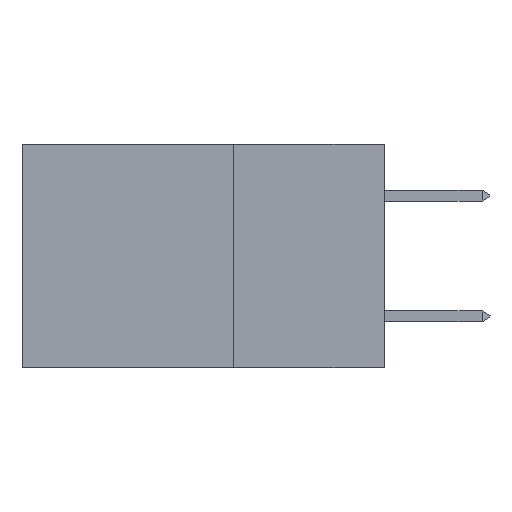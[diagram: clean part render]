
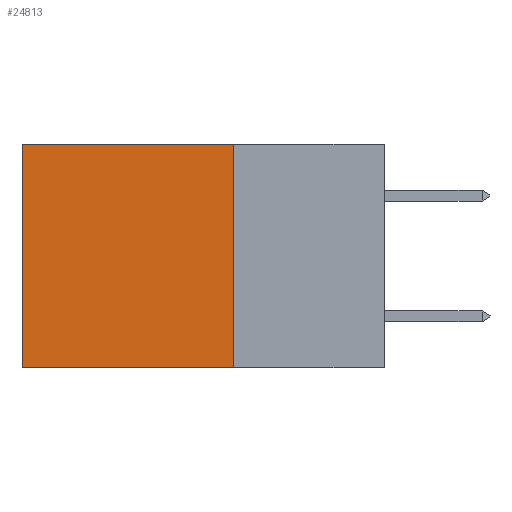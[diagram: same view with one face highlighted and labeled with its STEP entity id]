
A CAD part, left-side view. The second image highlights one B-rep face of the part: STEP entity #24813.
In plain terms, the highlighted planar face has unit normal (-1, 0, 0).
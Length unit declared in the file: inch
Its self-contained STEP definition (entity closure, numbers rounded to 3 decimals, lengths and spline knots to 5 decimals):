
#723 = EDGE_CURVE ( 'NONE', #1131, #13987, #19457, .T. ) ;
#1064 = AXIS2_PLACEMENT_3D ( 'NONE', #8600, #3770, #6103 ) ;
#1131 = VERTEX_POINT ( 'NONE', #24097 ) ;
#1997 = ORIENTED_EDGE ( 'NONE', *, *, #19715, .F. ) ;
#2199 = ORIENTED_EDGE ( 'NONE', *, *, #723, .F. ) ;
#3770 = DIRECTION ( 'NONE',  ( 1., 0., 0. ) ) ;
#4624 = DIRECTION ( 'NONE',  ( 0., 0., -1. ) ) ;
#5555 = CARTESIAN_POINT ( 'NONE',  ( 0.2875, 0.25, 0. ) ) ;
#6103 = DIRECTION ( 'NONE',  ( 0., 0., -1. ) ) ;
#6685 = VECTOR ( 'NONE', #4624, 39.37008 ) ;
#6825 = DIRECTION ( 'NONE',  ( 0., 1., 0. ) ) ;
#8502 = ORIENTED_EDGE ( 'NONE', *, *, #15255, .T. ) ;
#8600 = CARTESIAN_POINT ( 'NONE',  ( 0.2875, 0.25, 0. ) ) ;
#11824 = VECTOR ( 'NONE', #25205, 39.37008 ) ;
#12536 = CARTESIAN_POINT ( 'NONE',  ( 0.2875, 0.6, 0. ) ) ;
#13321 = CARTESIAN_POINT ( 'NONE',  ( 0.2875, 0.25, 0. ) ) ;
#13987 = VERTEX_POINT ( 'NONE', #18135 ) ;
#15022 = DIRECTION ( 'NONE',  ( 0., 0., -1. ) ) ;
#15206 = LINE ( 'NONE', #5555, #11824 ) ;
#15255 = EDGE_CURVE ( 'NONE', #15814, #16748, #15206, .T. ) ;
#15814 = VERTEX_POINT ( 'NONE', #13321 ) ;
#16123 = VECTOR ( 'NONE', #15022, 39.37008 ) ;
#16748 = VERTEX_POINT ( 'NONE', #18347 ) ;
#17269 = LINE ( 'NONE', #27417, #6685 ) ;
#17332 = ORIENTED_EDGE ( 'NONE', *, *, #18691, .T. ) ;
#18135 = CARTESIAN_POINT ( 'NONE',  ( 0.2875, 0.6, -0.37 ) ) ;
#18347 = CARTESIAN_POINT ( 'NONE',  ( 0.2875, 0.6, 0. ) ) ;
#18691 = EDGE_CURVE ( 'NONE', #16748, #13987, #30321, .T. ) ;
#18905 = FACE_OUTER_BOUND ( 'NONE', #30801, .T. ) ;
#19457 = LINE ( 'NONE', #29612, #21288 ) ;
#19715 = EDGE_CURVE ( 'NONE', #15814, #1131, #17269, .T. ) ;
#20746 = PLANE ( 'NONE',  #1064 ) ;
#21288 = VECTOR ( 'NONE', #6825, 39.37008 ) ;
#24097 = CARTESIAN_POINT ( 'NONE',  ( 0.2875, 0.25, -0.37 ) ) ;
#24813 = ADVANCED_FACE ( 'NONE', ( #18905 ), #20746, .F. ) ;
#25205 = DIRECTION ( 'NONE',  ( 0., 1., 0. ) ) ;
#27417 = CARTESIAN_POINT ( 'NONE',  ( 0.2875, 0.25, 0. ) ) ;
#29612 = CARTESIAN_POINT ( 'NONE',  ( 0.2875, 0.25, -0.37 ) ) ;
#30321 = LINE ( 'NONE', #12536, #16123 ) ;
#30801 = EDGE_LOOP ( 'NONE', ( #17332, #2199, #1997, #8502 ) ) ;
